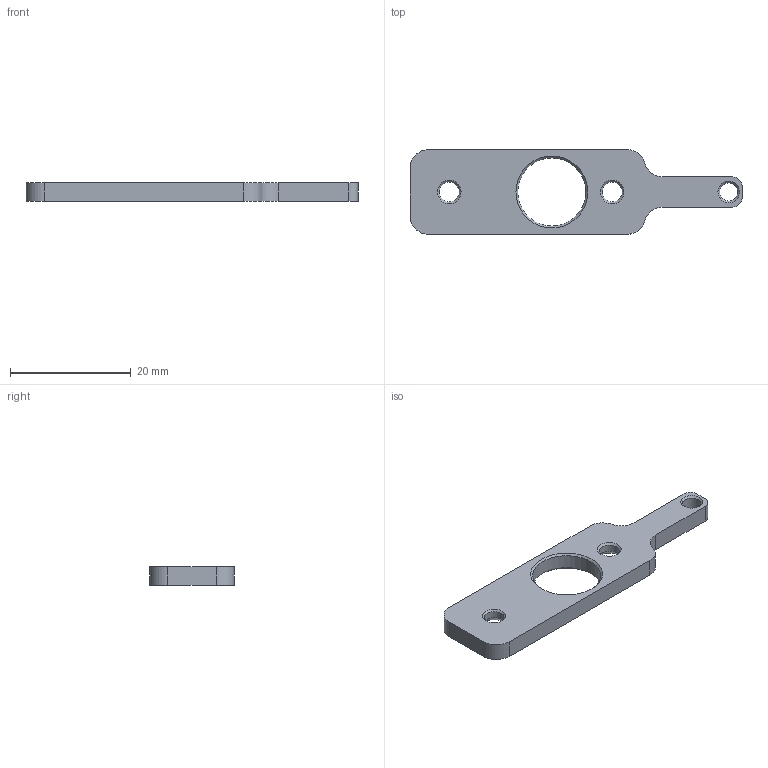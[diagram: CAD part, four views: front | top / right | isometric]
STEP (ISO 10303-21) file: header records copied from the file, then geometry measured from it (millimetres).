
FILE_DESCRIPTION(/* description */ (''),/* implementation_level */ '2;1');
FILE_NAME(/* name */ 'GETOUT_STAVE_87.stp',/* time_stamp */ '2018-09-20T14:00:22+02:00',/* author */ (''),/* organization */ (''),/* preprocessor_version */ 'ST-DEVELOPER v16.7',/* originating_system */ 'SIEMENS PLM Software NX 12.0',/* authorisation */ '');
FILE_SCHEMA (('AUTOMOTIVE_DESIGN { 1 0 10303 214 3 1 1 1 }'));
Length unit declared in the file: millimetre
Products named in the file (1): bezA730AE56ccyj
Bounding box: 55 x 14 x 3 mm (x, y, z)
Volume: 1452 mm3; surface area: 1545.6 mm2
Topology: 1 solids, 1 shells, 28 faces, 74 edges, 48 vertices
Faces by surface type: cylinder 12, plane 8, cone 8
Full cylindrical faces by diameter (mm): 3 x1, 3.3 x2, 11.3 x1
Entity records: 830 total; most frequent: DIRECTION 148, CARTESIAN_POINT 131, ORIENTED_EDGE 116, AXIS2_PLACEMENT_3D 61, EDGE_CURVE 58, EDGE_LOOP 48, VERTEX_POINT 44, FACE_BOUND 34
